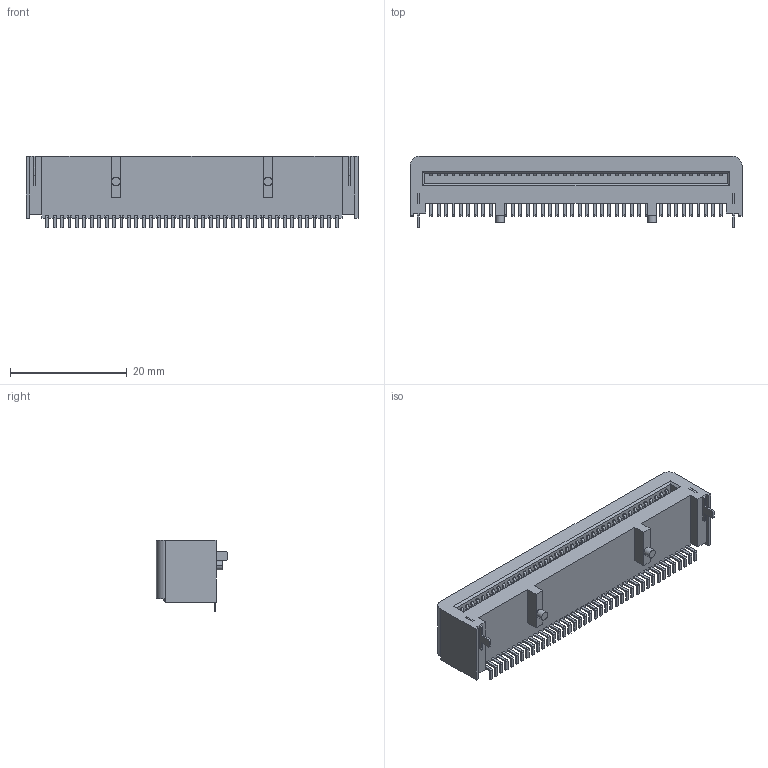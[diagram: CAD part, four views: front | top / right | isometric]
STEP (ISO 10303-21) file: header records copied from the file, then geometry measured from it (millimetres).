
FILE_DESCRIPTION((''),'2;1');
FILE_NAME('DRAWING5','2018-01-20T',('Administrator'),(''),'CREO PARAMETRIC BY PTC INC, 2016130','CREO PARAMETRIC BY PTC INC, 2016130','');
FILE_SCHEMA(('CONFIG_CONTROL_DESIGN'));
Length unit declared in the file: millimetre
Products named in the file (1): DRAWING5
Bounding box: 56.8 x 12.19 x 12.22 mm (x, y, z)
Volume: 4218.4 mm3; surface area: 3824 mm2
Topology: 1 solids, 1 shells, 1037 faces, 2962 edges, 1972 vertices
Faces by surface type: plane 751, cylinder 286
Entity records: 33842 total; most frequent: CARTESIAN_POINT 5971, ORIENTED_EDGE 5924, DIRECTION 5608, EDGE_CURVE 2962, VECTOR 2390, LINE 2390, VERTEX_POINT 1972, AXIS2_PLACEMENT_3D 1609
